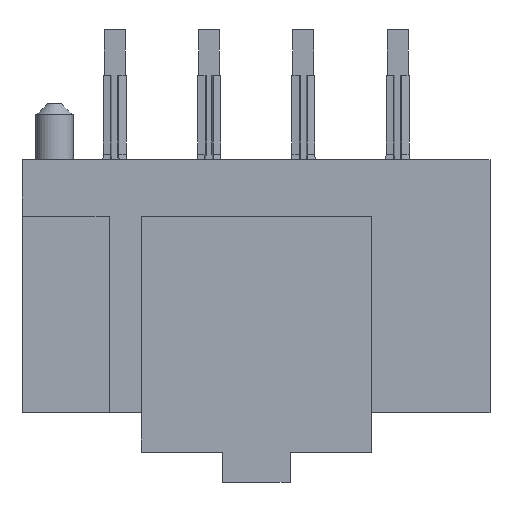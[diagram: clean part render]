
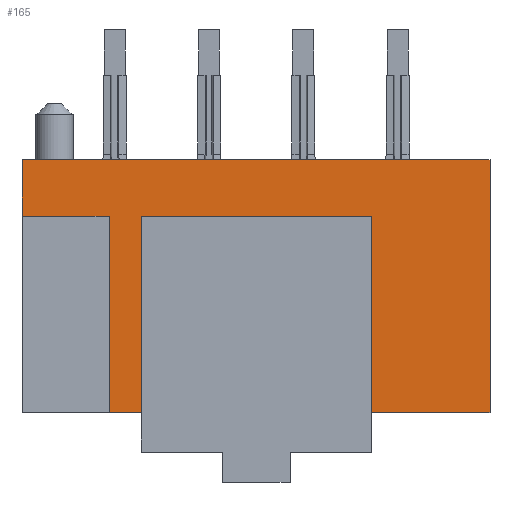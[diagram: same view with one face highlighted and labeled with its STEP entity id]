
A CAD part, top view. The second image highlights one B-rep face of the part: STEP entity #165.
In plain terms, the highlighted planar face has unit normal (0, 0, 1).
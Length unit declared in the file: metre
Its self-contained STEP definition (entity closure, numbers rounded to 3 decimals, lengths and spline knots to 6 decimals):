
#165 = ADVANCED_FACE( '', ( #454 ), #455, .F. );
#454 = FACE_OUTER_BOUND( '', #1312, .T. );
#455 = PLANE( '', #1313 );
#1312 = EDGE_LOOP( '', ( #2354, #2355, #2356, #2357, #2358, #2359, #2360, #2361, #2362, #2363, #2364, #2365, #2366, #2367 ) );
#1313 = AXIS2_PLACEMENT_3D( '', #2368, #2369, #2370 );
#2354 = ORIENTED_EDGE( '', *, *, #2992, .T. );
#2355 = ORIENTED_EDGE( '', *, *, #2813, .T. );
#2356 = ORIENTED_EDGE( '', *, *, #2876, .F. );
#2357 = ORIENTED_EDGE( '', *, *, #2938, .T. );
#2358 = ORIENTED_EDGE( '', *, *, #3035, .F. );
#2359 = ORIENTED_EDGE( '', *, *, #3022, .F. );
#2360 = ORIENTED_EDGE( '', *, *, #3016, .T. );
#2361 = ORIENTED_EDGE( '', *, *, #2954, .T. );
#2362 = ORIENTED_EDGE( '', *, *, #2661, .T. );
#2363 = ORIENTED_EDGE( '', *, *, #3036, .T. );
#2364 = ORIENTED_EDGE( '', *, *, #2655, .F. );
#2365 = ORIENTED_EDGE( '', *, *, #3019, .F. );
#2366 = ORIENTED_EDGE( '', *, *, #3037, .T. );
#2367 = ORIENTED_EDGE( '', *, *, #2940, .T. );
#2368 = CARTESIAN_POINT( '', ( 0.003055, 0.002254, 0.00175 ) );
#2369 = DIRECTION( '', ( 0., 0., -1. ) );
#2370 = DIRECTION( '', ( 0., -1., 0. ) );
#2655 = EDGE_CURVE( '', #3076, #3079, #3080, .T. );
#2661 = EDGE_CURVE( '', #3091, #3089, #3092, .T. );
#2813 = EDGE_CURVE( '', #3368, #3366, #3369, .T. );
#2876 = EDGE_CURVE( '', #3479, #3366, #3480, .T. );
#2938 = EDGE_CURVE( '', #3479, #3578, #3580, .T. );
#2940 = EDGE_CURVE( '', #3583, #3581, #3584, .T. );
#2954 = EDGE_CURVE( '', #3602, #3091, #3605, .T. );
#2992 = EDGE_CURVE( '', #3581, #3368, #3660, .T. );
#3016 = EDGE_CURVE( '', #3690, #3602, #3693, .T. );
#3019 = EDGE_CURVE( '', #3697, #3076, #3699, .T. );
#3022 = EDGE_CURVE( '', #3690, #3702, #3703, .T. );
#3035 = EDGE_CURVE( '', #3702, #3578, #3718, .T. );
#3036 = EDGE_CURVE( '', #3089, #3079, #3719, .T. );
#3037 = EDGE_CURVE( '', #3697, #3583, #3720, .T. );
#3076 = VERTEX_POINT( '', #3774 );
#3079 = VERTEX_POINT( '', #3778 );
#3080 = LINE( '', #3779, #3780 );
#3089 = VERTEX_POINT( '', #3793 );
#3091 = VERTEX_POINT( '', #3796 );
#3092 = LINE( '', #3797, #3798 );
#3366 = VERTEX_POINT( '', #4219 );
#3368 = VERTEX_POINT( '', #4222 );
#3369 = LINE( '', #4223, #4224 );
#3479 = VERTEX_POINT( '', #4396 );
#3480 = LINE( '', #4397, #4398 );
#3578 = VERTEX_POINT( '', #4560 );
#3580 = LINE( '', #4563, #4564 );
#3581 = VERTEX_POINT( '', #4565 );
#3583 = VERTEX_POINT( '', #4568 );
#3584 = LINE( '', #4569, #4570 );
#3602 = VERTEX_POINT( '', #4601 );
#3605 = LINE( '', #4606, #4607 );
#3660 = LINE( '', #4698, #4699 );
#3690 = VERTEX_POINT( '', #4750 );
#3693 = LINE( '', #4755, #4756 );
#3697 = VERTEX_POINT( '', #4761 );
#3699 = LINE( '', #4764, #4765 );
#3702 = VERTEX_POINT( '', #4770 );
#3703 = LINE( '', #4771, #4772 );
#3718 = LINE( '', #4801, #4802 );
#3719 = LINE( '', #4803, #4804 );
#3720 = LINE( '', #4805, #4806 );
#3774 = CARTESIAN_POINT( '', ( -0.003895, -0.004146, 0.00175 ) );
#3778 = CARTESIAN_POINT( '', ( -0.003895, 0.001054, 0.00175 ) );
#3779 = CARTESIAN_POINT( '', ( -0.003895, -0.004146, 0.00175 ) );
#3780 = VECTOR( '', #4861, 1. );
#3793 = CARTESIAN_POINT( '', ( -0.006195, 0.001054, 0.00175 ) );
#3796 = CARTESIAN_POINT( '', ( -0.006195, 0.002554, 0.00175 ) );
#3797 = CARTESIAN_POINT( '', ( -0.006195, 0.002554, 0.00175 ) );
#3798 = VECTOR( '', #4867, 1. );
#4219 = CARTESIAN_POINT( '', ( 0.001355, 0.000054, 0.00175 ) );
#4222 = CARTESIAN_POINT( '', ( -0.001345, 0.000054, 0.00175 ) );
#4223 = CARTESIAN_POINT( '', ( -0.001345, 0.000054, 0.00175 ) );
#4224 = VECTOR( '', #5025, 1. );
#4396 = CARTESIAN_POINT( '', ( 0.001355, 0.001054, 0.00175 ) );
#4397 = CARTESIAN_POINT( '', ( 0.001355, 0.001054, 0.00175 ) );
#4398 = VECTOR( '', #5088, 1. );
#4560 = CARTESIAN_POINT( '', ( 0.003055, 0.001054, 0.00175 ) );
#4563 = CARTESIAN_POINT( '', ( 0.001355, 0.001054, 0.00175 ) );
#4564 = VECTOR( '', #5148, 1. );
#4565 = CARTESIAN_POINT( '', ( -0.001345, 0.001054, 0.00175 ) );
#4568 = CARTESIAN_POINT( '', ( -0.003045, 0.001054, 0.00175 ) );
#4569 = CARTESIAN_POINT( '', ( -0.003045, 0.001054, 0.00175 ) );
#4570 = VECTOR( '', #5150, 1. );
#4601 = CARTESIAN_POINT( '', ( 0.006205, 0.002554, 0.00175 ) );
#4606 = CARTESIAN_POINT( '', ( 0.006205, 0.002554, 0.00175 ) );
#4607 = VECTOR( '', #5163, 1. );
#4698 = CARTESIAN_POINT( '', ( -0.001345, 0.001054, 0.00175 ) );
#4699 = VECTOR( '', #5203, 1. );
#4750 = CARTESIAN_POINT( '', ( 0.006205, -0.004146, 0.00175 ) );
#4755 = CARTESIAN_POINT( '', ( 0.006205, -0.004146, 0.00175 ) );
#4756 = VECTOR( '', #5227, 1. );
#4761 = CARTESIAN_POINT( '', ( -0.003045, -0.004146, 0.00175 ) );
#4764 = CARTESIAN_POINT( '', ( -0.003045, -0.004146, 0.00175 ) );
#4765 = VECTOR( '', #5230, 1. );
#4770 = CARTESIAN_POINT( '', ( 0.003055, -0.004146, 0.00175 ) );
#4771 = CARTESIAN_POINT( '', ( 0.006205, -0.004146, 0.00175 ) );
#4772 = VECTOR( '', #5233, 1. );
#4801 = CARTESIAN_POINT( '', ( 0.003055, -0.004146, 0.00175 ) );
#4802 = VECTOR( '', #5245, 1. );
#4803 = CARTESIAN_POINT( '', ( -0.006195, 0.001054, 0.00175 ) );
#4804 = VECTOR( '', #5246, 1. );
#4805 = CARTESIAN_POINT( '', ( -0.003045, -0.004146, 0.00175 ) );
#4806 = VECTOR( '', #5247, 1. );
#4861 = DIRECTION( '', ( 0., 1., 0. ) );
#4867 = DIRECTION( '', ( 0., -1., 0. ) );
#5025 = DIRECTION( '', ( 1., 0., 0. ) );
#5088 = DIRECTION( '', ( 0., -1., 0. ) );
#5148 = DIRECTION( '', ( 1., 0., 0. ) );
#5150 = DIRECTION( '', ( 1., 0., 0. ) );
#5163 = DIRECTION( '', ( -1., 0., 0. ) );
#5203 = DIRECTION( '', ( 0., -1., 0. ) );
#5227 = DIRECTION( '', ( 0., 1., 0. ) );
#5230 = DIRECTION( '', ( -1., 0., 0. ) );
#5233 = DIRECTION( '', ( -1., 0., 0. ) );
#5245 = DIRECTION( '', ( 0., 1., 0. ) );
#5246 = DIRECTION( '', ( 1., 0., 0. ) );
#5247 = DIRECTION( '', ( 0., 1., 0. ) );
